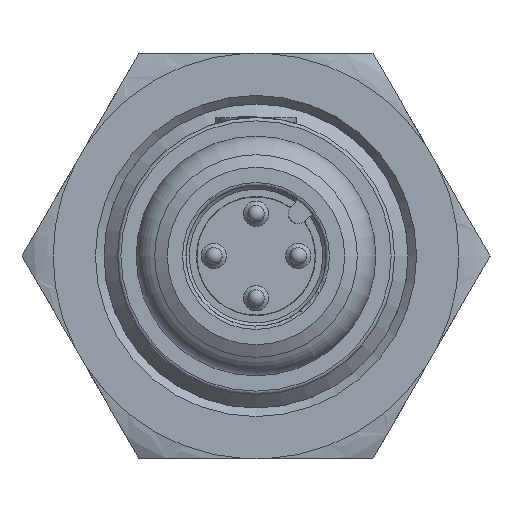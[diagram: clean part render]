
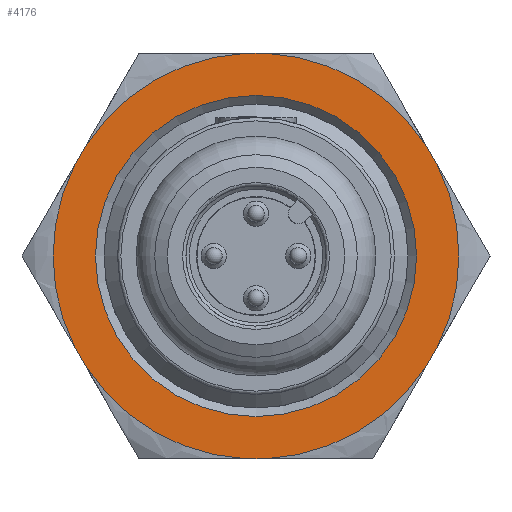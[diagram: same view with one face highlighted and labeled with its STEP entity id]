
A CAD part, front view. The second image highlights one B-rep face of the part: STEP entity #4176.
In plain terms, the highlighted planar face has unit normal (0, -1, 0).
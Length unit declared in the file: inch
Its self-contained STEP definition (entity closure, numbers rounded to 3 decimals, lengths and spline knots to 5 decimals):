
#22 = EDGE_CURVE ( 'NONE', #2732, #778, #2439, .T. ) ;
#79 = CIRCLE ( 'NONE', #1187, 0.47314 ) ;
#97 = DIRECTION ( 'NONE',  ( 0.5, 0., 0.866 ) ) ;
#131 = ORIENTED_EDGE ( 'NONE', *, *, #4868, .F. ) ;
#134 = VERTEX_POINT ( 'NONE', #579 ) ;
#156 = DIRECTION ( 'NONE',  ( -0.5, 0., 0.866 ) ) ;
#205 = DIRECTION ( 'NONE',  ( 0., 0., 1. ) ) ;
#250 = EDGE_CURVE ( 'NONE', #4005, #4005, #2207, .T. ) ;
#261 = ORIENTED_EDGE ( 'NONE', *, *, #4522, .F. ) ;
#279 = CARTESIAN_POINT ( 'NONE',  ( 0., 0.39493, 0. ) ) ;
#402 = FACE_BOUND ( 'NONE', #523, .T. ) ;
#477 = ORIENTED_EDGE ( 'NONE', *, *, #1471, .F. ) ;
#523 = EDGE_LOOP ( 'NONE', ( #2851 ) ) ;
#574 = LINE ( 'NONE', #4442, #2048 ) ;
#575 = VERTEX_POINT ( 'NONE', #1608 ) ;
#579 = CARTESIAN_POINT ( 'NONE',  ( -0.39631, 0.39493, 0.25846 ) ) ;
#627 = ORIENTED_EDGE ( 'NONE', *, *, #697, .F. ) ;
#697 = EDGE_CURVE ( 'NONE', #575, #3011, #2231, .T. ) ;
#707 = AXIS2_PLACEMENT_3D ( 'NONE', #976, #2756, #205 ) ;
#718 = CARTESIAN_POINT ( 'NONE',  ( 0.27276, 0.39493, 0.47244 ) ) ;
#778 = VERTEX_POINT ( 'NONE', #2548 ) ;
#779 = VECTOR ( 'NONE', #3230, 39.37008 ) ;
#830 = VERTEX_POINT ( 'NONE', #1086 ) ;
#837 = FACE_OUTER_BOUND ( 'NONE', #2413, .T. ) ;
#873 = AXIS2_PLACEMENT_3D ( 'NONE', #1702, #4018, #2930 ) ;
#910 = EDGE_CURVE ( 'NONE', #4767, #830, #1410, .T. ) ;
#918 = CARTESIAN_POINT ( 'NONE',  ( -0.42199, 0.39493, -0.21398 ) ) ;
#976 = CARTESIAN_POINT ( 'NONE',  ( 0., 0.39493, 0. ) ) ;
#978 = DIRECTION ( 'NONE',  ( 0., 1., 0. ) ) ;
#1083 = LINE ( 'NONE', #1711, #779 ) ;
#1086 = CARTESIAN_POINT ( 'NONE',  ( -0.39631, 0.39493, -0.25846 ) ) ;
#1109 = VERTEX_POINT ( 'NONE', #3959 ) ;
#1186 = PLANE ( 'NONE',  #3437 ) ;
#1187 = AXIS2_PLACEMENT_3D ( 'NONE', #3537, #2760, #2343 ) ;
#1210 = EDGE_CURVE ( 'NONE', #3011, #4367, #3727, .T. ) ;
#1261 = CARTESIAN_POINT ( 'NONE',  ( 0.27276, 0.39493, -0.47244 ) ) ;
#1310 = ORIENTED_EDGE ( 'NONE', *, *, #2081, .F. ) ;
#1335 = CIRCLE ( 'NONE', #873, 0.47314 ) ;
#1410 = CIRCLE ( 'NONE', #2689, 0.47314 ) ;
#1471 = EDGE_CURVE ( 'NONE', #134, #1109, #79, .T. ) ;
#1524 = CARTESIAN_POINT ( 'NONE',  ( 0., 0.39493, 0.37433 ) ) ;
#1608 = CARTESIAN_POINT ( 'NONE',  ( 0.39631, 0.39493, 0.25846 ) ) ;
#1672 = CARTESIAN_POINT ( 'NONE',  ( 0.39631, 0.39493, -0.25846 ) ) ;
#1702 = CARTESIAN_POINT ( 'NONE',  ( 0., 0.39493, 0. ) ) ;
#1711 = CARTESIAN_POINT ( 'NONE',  ( -0.27276, 0.39493, 0.47244 ) ) ;
#1780 = DIRECTION ( 'NONE',  ( 0., 1., 0. ) ) ;
#1849 = CARTESIAN_POINT ( 'NONE',  ( 0.42199, 0.39493, -0.21398 ) ) ;
#1924 = ORIENTED_EDGE ( 'NONE', *, *, #1210, .F. ) ;
#1945 = ORIENTED_EDGE ( 'NONE', *, *, #2134, .F. ) ;
#2015 = CARTESIAN_POINT ( 'NONE',  ( 0.02568, 0.39493, -0.47244 ) ) ;
#2038 = CARTESIAN_POINT ( 'NONE',  ( -0.02568, 0.39493, -0.47244 ) ) ;
#2048 = VECTOR ( 'NONE', #2080, 39.37008 ) ;
#2080 = DIRECTION ( 'NONE',  ( -0.5, 0., -0.866 ) ) ;
#2081 = EDGE_CURVE ( 'NONE', #2990, #575, #1335, .T. ) ;
#2134 = EDGE_CURVE ( 'NONE', #4367, #3012, #574, .T. ) ;
#2207 = CIRCLE ( 'NONE', #707, 0.37433 ) ;
#2211 = VECTOR ( 'NONE', #4536, 39.37008 ) ;
#2220 = ORIENTED_EDGE ( 'NONE', *, *, #4698, .F. ) ;
#2231 = LINE ( 'NONE', #718, #2211 ) ;
#2269 = ORIENTED_EDGE ( 'NONE', *, *, #4189, .F. ) ;
#2337 = ORIENTED_EDGE ( 'NONE', *, *, #22, .F. ) ;
#2343 = DIRECTION ( 'NONE',  ( 0., 0., 1. ) ) ;
#2413 = EDGE_LOOP ( 'NONE', ( #1310, #131, #477, #2269, #2337, #2589, #4073, #261, #2220, #1945, #1924, #627 ) ) ;
#2439 = CIRCLE ( 'NONE', #3478, 0.47314 ) ;
#2467 = AXIS2_PLACEMENT_3D ( 'NONE', #279, #1780, #4808 ) ;
#2500 = VERTEX_POINT ( 'NONE', #2015 ) ;
#2548 = CARTESIAN_POINT ( 'NONE',  ( -0.42199, 0.39493, 0.21398 ) ) ;
#2589 = ORIENTED_EDGE ( 'NONE', *, *, #3372, .F. ) ;
#2620 = DIRECTION ( 'NONE',  ( -1., 0., 0. ) ) ;
#2689 = AXIS2_PLACEMENT_3D ( 'NONE', #3823, #4602, #4537 ) ;
#2698 = DIRECTION ( 'NONE',  ( 0., 1., 0. ) ) ;
#2707 = CIRCLE ( 'NONE', #2467, 0.47314 ) ;
#2732 = VERTEX_POINT ( 'NONE', #918 ) ;
#2756 = DIRECTION ( 'NONE',  ( 0., 1., 0. ) ) ;
#2760 = DIRECTION ( 'NONE',  ( 0., 1., 0. ) ) ;
#2840 = CARTESIAN_POINT ( 'NONE',  ( 0.42199, 0.39493, 0.21398 ) ) ;
#2851 = ORIENTED_EDGE ( 'NONE', *, *, #250, .T. ) ;
#2930 = DIRECTION ( 'NONE',  ( 0., 0., 1. ) ) ;
#2944 = DIRECTION ( 'NONE',  ( 0., 0., 1. ) ) ;
#2990 = VERTEX_POINT ( 'NONE', #4803 ) ;
#3009 = AXIS2_PLACEMENT_3D ( 'NONE', #4428, #4062, #2944 ) ;
#3011 = VERTEX_POINT ( 'NONE', #2840 ) ;
#3012 = VERTEX_POINT ( 'NONE', #1672 ) ;
#3093 = CARTESIAN_POINT ( 'NONE',  ( 0., 0.39493, 0. ) ) ;
#3120 = CARTESIAN_POINT ( 'NONE',  ( -0.54553, 0.39493, 0. ) ) ;
#3180 = VECTOR ( 'NONE', #2620, 39.37008 ) ;
#3230 = DIRECTION ( 'NONE',  ( 1., 0., 0. ) ) ;
#3372 = EDGE_CURVE ( 'NONE', #830, #2732, #4707, .T. ) ;
#3437 = AXIS2_PLACEMENT_3D ( 'NONE', #3093, #2698, #4186 ) ;
#3478 = AXIS2_PLACEMENT_3D ( 'NONE', #4736, #978, #4318 ) ;
#3537 = CARTESIAN_POINT ( 'NONE',  ( 0., 0.39493, 0. ) ) ;
#3581 = CARTESIAN_POINT ( 'NONE',  ( -0.27276, 0.39493, -0.47244 ) ) ;
#3727 = CIRCLE ( 'NONE', #3009, 0.47314 ) ;
#3817 = VECTOR ( 'NONE', #156, 39.37008 ) ;
#3823 = CARTESIAN_POINT ( 'NONE',  ( 0., 0.39493, 0. ) ) ;
#3959 = CARTESIAN_POINT ( 'NONE',  ( -0.02568, 0.39493, 0.47244 ) ) ;
#4005 = VERTEX_POINT ( 'NONE', #1524 ) ;
#4018 = DIRECTION ( 'NONE',  ( 0., 1., 0. ) ) ;
#4062 = DIRECTION ( 'NONE',  ( 0., 1., 0. ) ) ;
#4073 = ORIENTED_EDGE ( 'NONE', *, *, #910, .F. ) ;
#4141 = VECTOR ( 'NONE', #97, 39.37008 ) ;
#4176 = ADVANCED_FACE ( 'NONE', ( #402, #837 ), #1186, .F. ) ;
#4186 = DIRECTION ( 'NONE',  ( 1., 0., 0. ) ) ;
#4189 = EDGE_CURVE ( 'NONE', #778, #134, #4600, .T. ) ;
#4318 = DIRECTION ( 'NONE',  ( 0., 0., 1. ) ) ;
#4367 = VERTEX_POINT ( 'NONE', #1849 ) ;
#4428 = CARTESIAN_POINT ( 'NONE',  ( 0., 0.39493, 0. ) ) ;
#4442 = CARTESIAN_POINT ( 'NONE',  ( 0.54553, 0.39493, 0. ) ) ;
#4522 = EDGE_CURVE ( 'NONE', #2500, #4767, #4627, .T. ) ;
#4536 = DIRECTION ( 'NONE',  ( 0.5, 0., -0.866 ) ) ;
#4537 = DIRECTION ( 'NONE',  ( 0., 0., 1. ) ) ;
#4600 = LINE ( 'NONE', #3120, #4141 ) ;
#4602 = DIRECTION ( 'NONE',  ( 0., 1., 0. ) ) ;
#4627 = LINE ( 'NONE', #1261, #3180 ) ;
#4698 = EDGE_CURVE ( 'NONE', #3012, #2500, #2707, .T. ) ;
#4707 = LINE ( 'NONE', #3581, #3817 ) ;
#4736 = CARTESIAN_POINT ( 'NONE',  ( 0., 0.39493, 0. ) ) ;
#4767 = VERTEX_POINT ( 'NONE', #2038 ) ;
#4803 = CARTESIAN_POINT ( 'NONE',  ( 0.02568, 0.39493, 0.47244 ) ) ;
#4808 = DIRECTION ( 'NONE',  ( 0., 0., 1. ) ) ;
#4868 = EDGE_CURVE ( 'NONE', #1109, #2990, #1083, .T. ) ;
